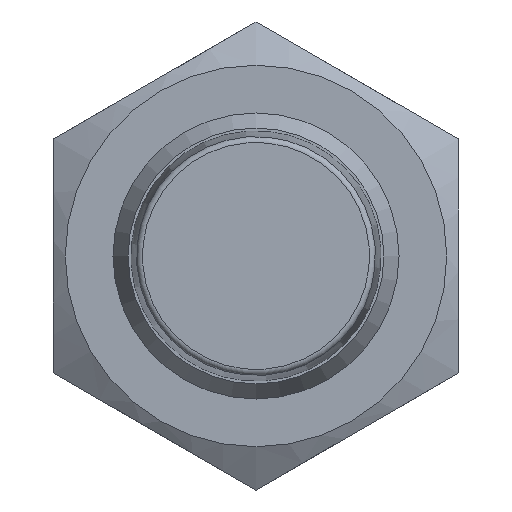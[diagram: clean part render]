
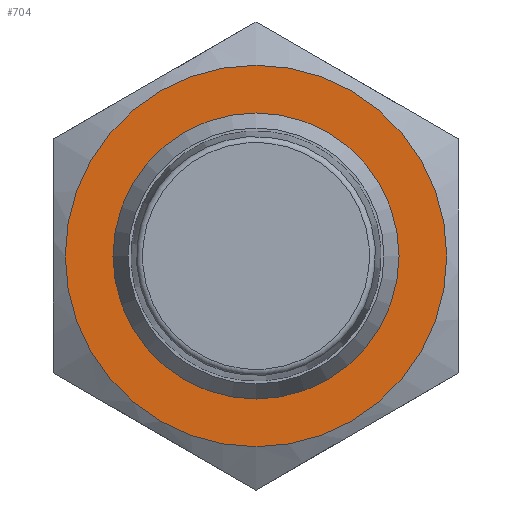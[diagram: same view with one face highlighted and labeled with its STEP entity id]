
A CAD part, left-side view. The second image highlights one B-rep face of the part: STEP entity #704.
In plain terms, the highlighted planar face has unit normal (-1, 0, 0).
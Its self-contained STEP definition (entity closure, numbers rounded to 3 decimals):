
#32=FACE_BOUND('',#144,.T.);
#54=PLANE('',#799);
#95=FACE_OUTER_BOUND('',#143,.T.);
#143=EDGE_LOOP('',(#543));
#144=EDGE_LOOP('',(#544));
#274=CIRCLE('',#773,6.);
#289=CIRCLE('',#800,8.);
#310=VERTEX_POINT('',#1084);
#325=VERTEX_POINT('',#1134);
#380=EDGE_CURVE('',#310,#310,#274,.T.);
#403=EDGE_CURVE('',#325,#325,#289,.T.);
#543=ORIENTED_EDGE('',*,*,#403,.T.);
#544=ORIENTED_EDGE('',*,*,#380,.T.);
#704=ADVANCED_FACE('',(#95,#32),#54,.F.);
#773=AXIS2_PLACEMENT_3D('',#1085,#895,#896);
#799=AXIS2_PLACEMENT_3D('',#1133,#955,#956);
#800=AXIS2_PLACEMENT_3D('',#1135,#957,#958);
#895=DIRECTION('center_axis',(1.,0.,0.));
#896=DIRECTION('ref_axis',(0.,0.,
-1.));
#955=DIRECTION('center_axis',(1.,0.,0.));
#956=DIRECTION('ref_axis',(0.,1.,0.));
#957=DIRECTION('center_axis',(-1.,0.,0.));
#958=DIRECTION('ref_axis',(0.,0.,
-1.));
#1084=CARTESIAN_POINT('',(3.379,-0.456,6.));
#1085=CARTESIAN_POINT('Origin',(3.379,-0.456,0.));
#1133=CARTESIAN_POINT('Origin',(3.379,-0.456,0.));
#1134=CARTESIAN_POINT('',(3.379,-0.456,8.));
#1135=CARTESIAN_POINT('Origin',(3.379,-0.456,0.));
